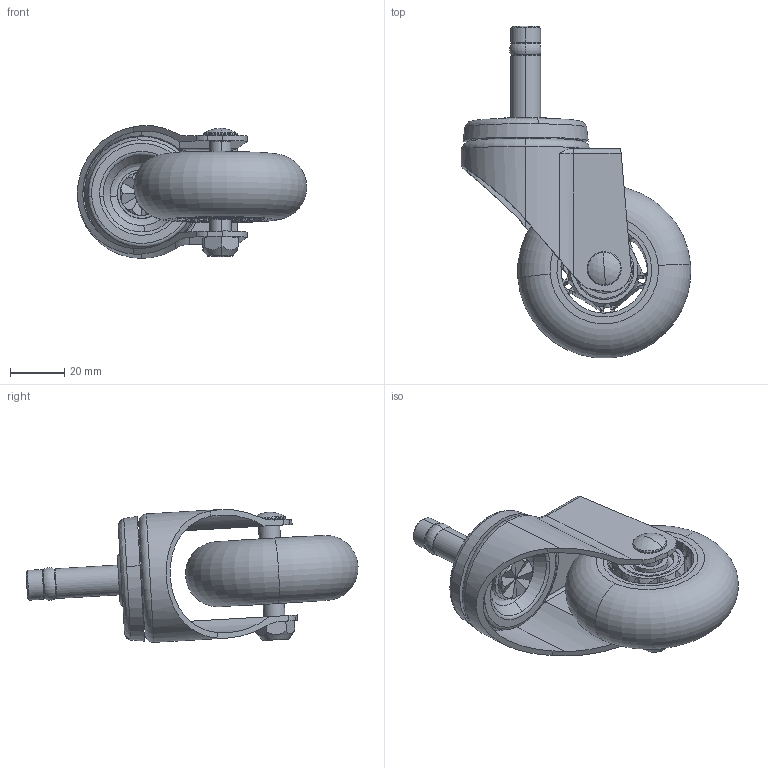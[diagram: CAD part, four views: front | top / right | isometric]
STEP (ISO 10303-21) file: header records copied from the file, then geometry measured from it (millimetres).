
FILE_DESCRIPTION (( 'STEP AP214' ), '1' );
FILE_NAME ('ACSU-64SGR.STEP', '2017-03-07T02:59:59', ( '' ), ( '' ), 'SwSTEP 2.0', 'SolidWorks 2016', '' );
FILE_SCHEMA (( 'AUTOMOTIVE_DESIGN' ));
Length unit declared in the file: millimetre
Products named in the file (13): ACSU-76 SGR RING; ACSU-76 SGR SHAFT; ACSU-64 WHEEL ASSY; ACSU-64RF PIN NUT; ACSU-64RF WHEEL PIN; KS B 2023 S60 - 608-S-C_KS B 2023 S60 - 608-S-C; ACSU-64 URETHANE; ACSU-64 CORE; ACSU-64SF SIDE; FRAME_WASHER; FRAME_RING(B); FRAME_TOP RING; ACSU-64SGR
Assembly tree (13 placements, depth 3):
  ACSU-64SGR
    FRAME_TOP RING
    FRAME_RING(B)
    FRAME_WASHER
    ACSU-64SF SIDE
    ACSU-64 WHEEL ASSY
      ACSU-64 CORE
      ACSU-64 URETHANE
      KS B 2023 S60 - 608-S-C_KS B 2023 S60 - 608-S-C  x2
      ACSU-64RF WHEEL PIN
      ACSU-64RF PIN NUT
    ACSU-76 SGR SHAFT
    ACSU-76 SGR RING
Bounding box: 84.65 x 122.59 x 49.01 mm (x, y, z)
Volume: 91648.7 mm3; surface area: 57147.1 mm2
Topology: 12 solids, 12 shells, 515 faces, 1374 edges, 872 vertices
Faces by surface type: cylinder 205, plane 151, cone 72, torus 60, bspline 25, sphere 2
Entity records: 17779 total; most frequent: CARTESIAN_POINT 4761, DIRECTION 2750, ORIENTED_EDGE 2636, EDGE_CURVE 1318, AXIS2_PLACEMENT_3D 1147, VERTEX_POINT 840, CIRCLE 668, EDGE_LOOP 538
